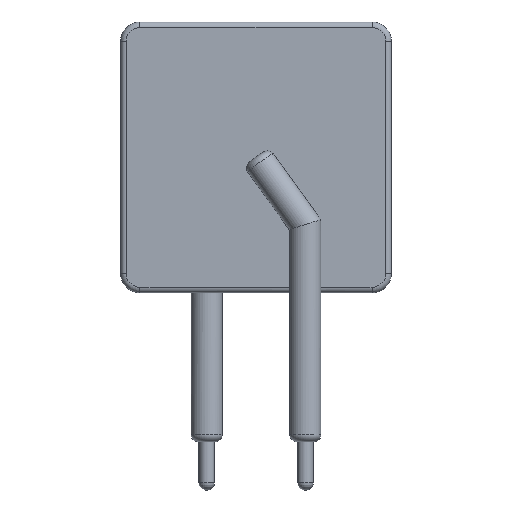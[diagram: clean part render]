
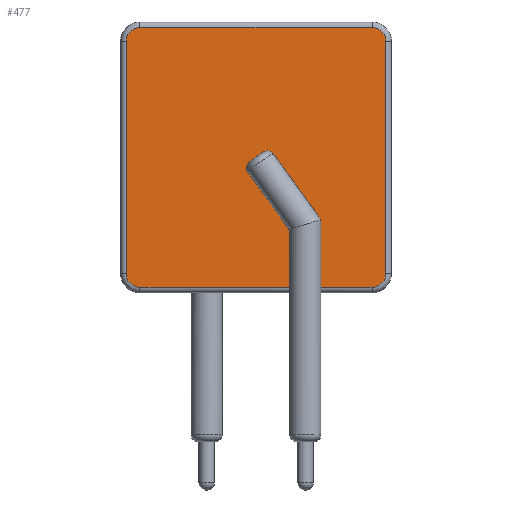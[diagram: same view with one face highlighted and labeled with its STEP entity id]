
A CAD part, front view. The second image highlights one B-rep face of the part: STEP entity #477.
In plain terms, the highlighted planar face has unit normal (0, -1, 0).
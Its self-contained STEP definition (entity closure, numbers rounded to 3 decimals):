
#128 = VERTEX_POINT('',#129);
#129 = CARTESIAN_POINT('',(9.265,-1.52,8.7));
#136 = EDGE_CURVE('',#128,#137,#139,.T.);
#137 = VERTEX_POINT('',#138);
#138 = CARTESIAN_POINT('',(9.265,-1.52,20.7));
#139 = LINE('',#140,#141);
#140 = CARTESIAN_POINT('',(9.265,-1.52,8.7));
#141 = VECTOR('',#142,1.);
#142 = DIRECTION('',(0.,0.,1.));
#220 = VERTEX_POINT('',#221);
#221 = CARTESIAN_POINT('',(8.55,-1.52,7.985));
#230 = EDGE_CURVE('',#220,#128,#231,.T.);
#231 = CIRCLE('',#232,0.715);
#232 = AXIS2_PLACEMENT_3D('',#233,#234,#235);
#233 = CARTESIAN_POINT('',(8.55,-1.52,8.7));
#234 = DIRECTION('',(0.,-1.,0.));
#235 = DIRECTION('',(0.,0.,-1.));
#477 = ADVANCED_FACE('',(#478),#625,.T.);
#478 = FACE_BOUND('',#479,.T.);
#479 = EDGE_LOOP('',(#480,#491,#499,#508,#516,#524,#533,#555,#563,#585,
#594,#602,#608,#609,#610,#619));
#480 = ORIENTED_EDGE('',*,*,#481,.T.);
#481 = EDGE_CURVE('',#482,#484,#486,.T.);
#482 = VERTEX_POINT('',#483);
#483 = CARTESIAN_POINT('',(-3.45,-1.52,21.415));
#484 = VERTEX_POINT('',#485);
#485 = CARTESIAN_POINT('',(-4.165,-1.52,20.7));
#486 = CIRCLE('',#487,0.715);
#487 = AXIS2_PLACEMENT_3D('',#488,#489,#490);
#488 = CARTESIAN_POINT('',(-3.45,-1.52,20.7));
#489 = DIRECTION('',(0.,-1.,0.));
#490 = DIRECTION('',(0.,0.,1.));
#491 = ORIENTED_EDGE('',*,*,#492,.T.);
#492 = EDGE_CURVE('',#484,#493,#495,.T.);
#493 = VERTEX_POINT('',#494);
#494 = CARTESIAN_POINT('',(-4.165,-1.52,8.7));
#495 = LINE('',#496,#497);
#496 = CARTESIAN_POINT('',(-4.165,-1.52,20.7));
#497 = VECTOR('',#498,1.);
#498 = DIRECTION('',(0.,0.,-1.));
#499 = ORIENTED_EDGE('',*,*,#500,.T.);
#500 = EDGE_CURVE('',#493,#501,#503,.T.);
#501 = VERTEX_POINT('',#502);
#502 = CARTESIAN_POINT('',(-3.45,-1.52,7.985));
#503 = CIRCLE('',#504,0.715);
#504 = AXIS2_PLACEMENT_3D('',#505,#506,#507);
#505 = CARTESIAN_POINT('',(-3.45,-1.52,8.7));
#506 = DIRECTION('',(0.,-1.,0.));
#507 = DIRECTION('',(-1.,0.,0.));
#508 = ORIENTED_EDGE('',*,*,#509,.T.);
#509 = EDGE_CURVE('',#501,#510,#512,.T.);
#510 = VERTEX_POINT('',#511);
#511 = CARTESIAN_POINT('',(4.385,-1.52,7.985));
#512 = LINE('',#513,#514);
#513 = CARTESIAN_POINT('',(-3.45,-1.52,7.985));
#514 = VECTOR('',#515,1.);
#515 = DIRECTION('',(1.,0.,0.));
#516 = ORIENTED_EDGE('',*,*,#517,.F.);
#517 = EDGE_CURVE('',#518,#510,#520,.T.);
#518 = VERTEX_POINT('',#519);
#519 = CARTESIAN_POINT('',(4.385,-1.52,10.954));
#520 = LINE('',#521,#522);
#521 = CARTESIAN_POINT('',(4.385,-1.52,0.));
#522 = VECTOR('',#523,1.);
#523 = DIRECTION('',(0.,0.,-1.));
#524 = ORIENTED_EDGE('',*,*,#525,.F.);
#525 = EDGE_CURVE('',#526,#518,#528,.T.);
#526 = VERTEX_POINT('',#527);
#527 = CARTESIAN_POINT('',(2.136,-1.52,13.926));
#528 = ELLIPSE('',#529,11.287,0.81);
#529 = AXIS2_PLACEMENT_3D('',#530,#531,#532);
#530 = CARTESIAN_POINT('',(2.005,-1.52,15.48));
#531 = DIRECTION('',(0.,-1.,0.));
#532 = DIRECTION('',(0.586,0.,-0.81));
#533 = ORIENTED_EDGE('',*,*,#534,.T.);
#534 = EDGE_CURVE('',#526,#535,#537,.T.);
#535 = VERTEX_POINT('',#536);
#536 = CARTESIAN_POINT('',(2.218,-1.52,14.44));
#537 = B_SPLINE_CURVE_WITH_KNOTS('',6,(#538,#539,#540,#541,#542,#543,
#544,#545,#546,#547,#548,#549,#550,#551,#552,#553,#554),
.UNSPECIFIED.,.F.,.F.,(7,5,5,7),(0.,0.054,
0.526,1.),.UNSPECIFIED.);
#538 = CARTESIAN_POINT('',(2.136,-1.52,13.926));
#539 = CARTESIAN_POINT('',(2.133,-1.52,13.93));
#540 = CARTESIAN_POINT('',(2.13,-1.52,13.934));
#541 = CARTESIAN_POINT('',(2.127,-1.52,13.938));
#542 = CARTESIAN_POINT('',(2.125,-1.52,13.943));
#543 = CARTESIAN_POINT('',(2.122,-1.52,13.947));
#544 = CARTESIAN_POINT('',(2.095,-1.52,13.99));
#545 = CARTESIAN_POINT('',(2.077,-1.52,14.033));
#546 = CARTESIAN_POINT('',(2.066,-1.52,14.078));
#547 = CARTESIAN_POINT('',(2.061,-1.52,14.124));
#548 = CARTESIAN_POINT('',(2.063,-1.52,14.17));
#549 = CARTESIAN_POINT('',(2.082,-1.52,14.26));
#550 = CARTESIAN_POINT('',(2.097,-1.52,14.303));
#551 = CARTESIAN_POINT('',(2.12,-1.52,14.344));
#552 = CARTESIAN_POINT('',(2.148,-1.52,14.381));
#553 = CARTESIAN_POINT('',(2.181,-1.52,14.413));
#554 = CARTESIAN_POINT('',(2.218,-1.52,14.44));
#555 = ORIENTED_EDGE('',*,*,#556,.F.);
#556 = EDGE_CURVE('',#557,#535,#559,.T.);
#557 = VERTEX_POINT('',#558);
#558 = CARTESIAN_POINT('',(2.925,-1.52,14.952));
#559 = LINE('',#560,#561);
#560 = CARTESIAN_POINT('',(2.566,-1.52,14.691));
#561 = VECTOR('',#562,1.);
#562 = DIRECTION('',(-0.81,0.,-0.586));
#563 = ORIENTED_EDGE('',*,*,#564,.F.);
#564 = EDGE_CURVE('',#565,#557,#567,.T.);
#565 = VERTEX_POINT('',#566);
#566 = CARTESIAN_POINT('',(3.44,-1.52,14.868));
#567 = B_SPLINE_CURVE_WITH_KNOTS('',6,(#568,#569,#570,#571,#572,#573,
#574,#575,#576,#577,#578,#579,#580,#581,#582,#583,#584),
.UNSPECIFIED.,.F.,.F.,(7,5,5,7),(0.,0.054,
0.526,1.),.UNSPECIFIED.);
#568 = CARTESIAN_POINT('',(3.44,-1.52,14.868));
#569 = CARTESIAN_POINT('',(3.437,-1.52,14.872));
#570 = CARTESIAN_POINT('',(3.434,-1.52,14.877));
#571 = CARTESIAN_POINT('',(3.431,-1.52,14.881));
#572 = CARTESIAN_POINT('',(3.427,-1.52,14.885));
#573 = CARTESIAN_POINT('',(3.424,-1.52,14.889));
#574 = CARTESIAN_POINT('',(3.391,-1.52,14.928));
#575 = CARTESIAN_POINT('',(3.357,-1.52,14.958));
#576 = CARTESIAN_POINT('',(3.317,-1.52,14.983));
#577 = CARTESIAN_POINT('',(3.275,-1.52,15.002));
#578 = CARTESIAN_POINT('',(3.231,-1.52,15.014));
#579 = CARTESIAN_POINT('',(3.14,-1.52,15.025));
#580 = CARTESIAN_POINT('',(3.094,-1.52,15.024));
#581 = CARTESIAN_POINT('',(3.048,-1.52,15.015));
#582 = CARTESIAN_POINT('',(3.004,-1.52,15.));
#583 = CARTESIAN_POINT('',(2.963,-1.52,14.979));
#584 = CARTESIAN_POINT('',(2.925,-1.52,14.952));
#585 = ORIENTED_EDGE('',*,*,#586,.F.);
#586 = EDGE_CURVE('',#587,#565,#589,.T.);
#587 = VERTEX_POINT('',#588);
#588 = CARTESIAN_POINT('',(5.815,-1.52,11.416));
#589 = ELLIPSE('',#590,11.287,0.81);
#590 = AXIS2_PLACEMENT_3D('',#591,#592,#593);
#591 = CARTESIAN_POINT('',(2.005,-1.52,15.48));
#592 = DIRECTION('',(0.,-1.,0.));
#593 = DIRECTION('',(0.586,0.,-0.81));
#594 = ORIENTED_EDGE('',*,*,#595,.T.);
#595 = EDGE_CURVE('',#587,#596,#598,.T.);
#596 = VERTEX_POINT('',#597);
#597 = CARTESIAN_POINT('',(5.815,-1.52,7.985));
#598 = LINE('',#599,#600);
#599 = CARTESIAN_POINT('',(5.815,-1.52,0.));
#600 = VECTOR('',#601,1.);
#601 = DIRECTION('',(0.,0.,-1.));
#602 = ORIENTED_EDGE('',*,*,#603,.T.);
#603 = EDGE_CURVE('',#596,#220,#604,.T.);
#604 = LINE('',#605,#606);
#605 = CARTESIAN_POINT('',(-3.45,-1.52,7.985));
#606 = VECTOR('',#607,1.);
#607 = DIRECTION('',(1.,0.,0.));
#608 = ORIENTED_EDGE('',*,*,#230,.T.);
#609 = ORIENTED_EDGE('',*,*,#136,.T.);
#610 = ORIENTED_EDGE('',*,*,#611,.T.);
#611 = EDGE_CURVE('',#137,#612,#614,.T.);
#612 = VERTEX_POINT('',#613);
#613 = CARTESIAN_POINT('',(8.55,-1.52,21.415));
#614 = CIRCLE('',#615,0.715);
#615 = AXIS2_PLACEMENT_3D('',#616,#617,#618);
#616 = CARTESIAN_POINT('',(8.55,-1.52,20.7));
#617 = DIRECTION('',(0.,-1.,0.));
#618 = DIRECTION('',(1.,0.,0.));
#619 = ORIENTED_EDGE('',*,*,#620,.T.);
#620 = EDGE_CURVE('',#612,#482,#621,.T.);
#621 = LINE('',#622,#623);
#622 = CARTESIAN_POINT('',(8.55,-1.52,21.415));
#623 = VECTOR('',#624,1.);
#624 = DIRECTION('',(-1.,0.,0.));
#625 = PLANE('',#626);
#626 = AXIS2_PLACEMENT_3D('',#627,#628,#629);
#627 = CARTESIAN_POINT('',(2.55,-1.52,14.7));
#628 = DIRECTION('',(0.,-1.,0.));
#629 = DIRECTION('',(0.,0.,-1.));
